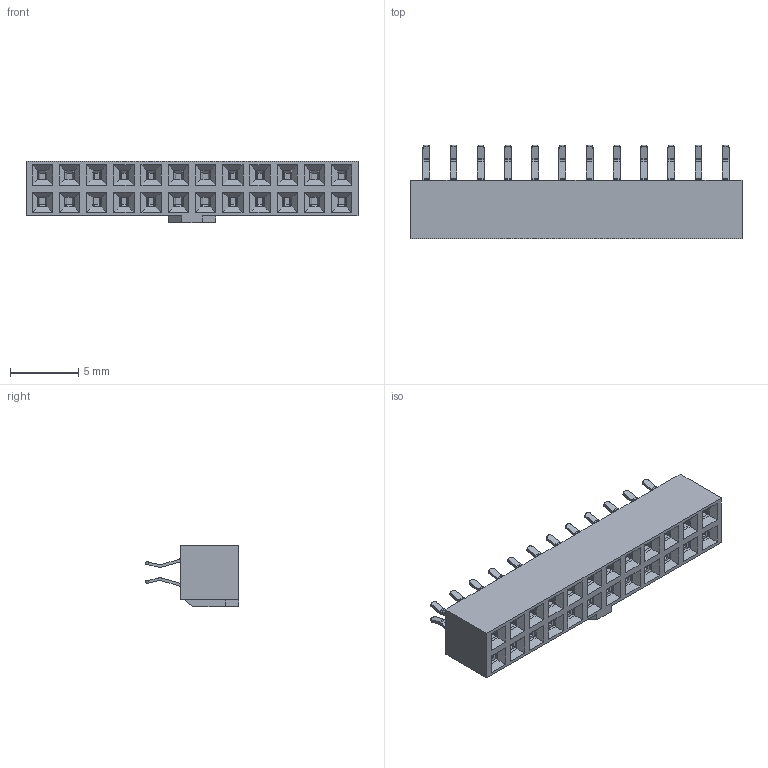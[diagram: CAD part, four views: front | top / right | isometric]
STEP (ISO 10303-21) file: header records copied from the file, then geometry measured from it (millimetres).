
FILE_DESCRIPTION( ('This file contains a STEP AP42 implementation' ,'as created by ZW3D STEP Interface translator.') ,'2;1' );
FILE_NAME( '2243N-2XXCXXCUNX2.stp' ,'23 419.1111 5', (''), ('ZWCAD Software Co.'), 'Version 1.0', 'ZW3D to STEP translator', '' );
FILE_SCHEMA(('AUTOMOTIVE_DESIGN { 1 0 10303 214 1 1 1 1 }'));
Length unit declared in the file: millimetre
Products named in the file (2): 0; 2243N-220CXXCUNX2
Bounding box: 24.4 x 6.9 x 4.5 mm (x, y, z)
Volume: 303.6 mm3; surface area: 1473 mm2
Topology: 1 solids, 1 shells, 2796 faces, 8054 edges, 5260 vertices
Faces by surface type: plane 1668, cylinder 624, bspline 504
Entity records: 127166 total; most frequent: CARTESIAN_POINT 68259, ORIENTED_EDGE 16108, EDGE_CURVE 8054, B_SPLINE_CURVE_WITH_KNOTS 7636, VERTEX_POINT 5260, DIRECTION 5004, EDGE_LOOP 2892, FACE_OUTER_BOUND 2796
